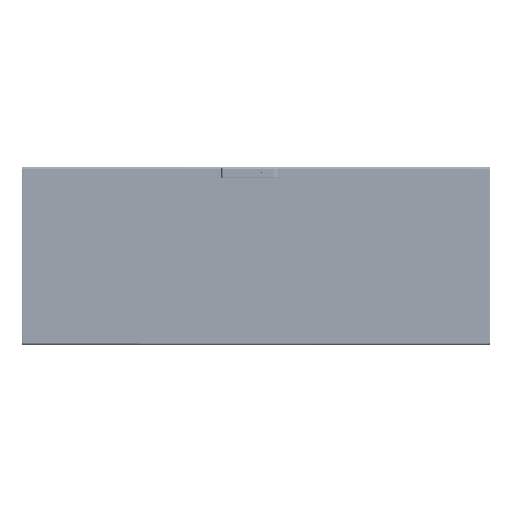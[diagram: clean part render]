
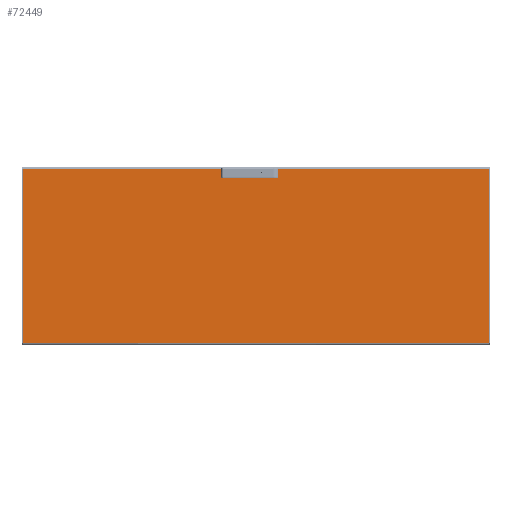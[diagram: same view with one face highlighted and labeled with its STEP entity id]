
A CAD part, top view. The second image highlights one B-rep face of the part: STEP entity #72449.
In plain terms, the highlighted planar face has unit normal (0, 0, 1).
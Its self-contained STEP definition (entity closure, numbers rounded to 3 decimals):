
#404 = CARTESIAN_POINT ( 'NONE',  ( 54.3, 280., 2. ) ) ;
#750 = CARTESIAN_POINT ( 'NONE',  ( 58.8, 275.5, 2. ) ) ;
#774 = CARTESIAN_POINT ( 'NONE',  ( 29.5, 287.5, 2. ) ) ;
#837 = CARTESIAN_POINT ( 'NONE',  ( -775.49, 287.5, 2. ) ) ;
#945 = CARTESIAN_POINT ( 'NONE',  ( -54.3, 280., 2. ) ) ;
#1009 = CARTESIAN_POINT ( 'NONE',  ( 14.338, 271., 2. ) ) ;
#1316 = CARTESIAN_POINT ( 'NONE',  ( -37.662, 271., 2. ) ) ;
#2398 = CARTESIAN_POINT ( 'NONE',  ( -37.662, 280., 2. ) ) ;
#2413 = CARTESIAN_POINT ( 'NONE',  ( 775.49, -287.5, 2. ) ) ;
#2421 = CARTESIAN_POINT ( 'NONE',  ( -775.49, -287.5, 2. ) ) ;
#2517 = CARTESIAN_POINT ( 'NONE',  ( 54.3, 271., 2. ) ) ;
#2536 = CARTESIAN_POINT ( 'NONE',  ( 37.662, 280., 2. ) ) ;
#2559 = CARTESIAN_POINT ( 'NONE',  ( -29.5, 287.5, 2. ) ) ;
#2632 = CARTESIAN_POINT ( 'NONE',  ( -14.338, 271., 2. ) ) ;
#2778 = CARTESIAN_POINT ( 'NONE',  ( -54.3, 271., 2. ) ) ;
#2883 = CARTESIAN_POINT ( 'NONE',  ( 37.662, 271., 2. ) ) ;
#6490 = DIRECTION ( 'NONE',  ( 1., 0., 0. ) ) ;
#6514 = CARTESIAN_POINT ( 'NONE',  ( -775.49, -287.5, 2. ) ) ;
#7252 = DIRECTION ( 'NONE',  ( 1., 0., 0. ) ) ;
#7276 = DIRECTION ( 'NONE',  ( 0., 0., 1. ) ) ;
#7342 = CARTESIAN_POINT ( 'NONE',  ( -26., 275.5, 2. ) ) ;
#7530 = DIRECTION ( 'NONE',  ( -1., 0., 0. ) ) ;
#7568 = DIRECTION ( 'NONE',  ( -1., 0., 0. ) ) ;
#7586 = DIRECTION ( 'NONE',  ( 0., 0., 1. ) ) ;
#7614 = CARTESIAN_POINT ( 'NONE',  ( 26., 275.5, 2. ) ) ;
#7629 = CARTESIAN_POINT ( 'NONE',  ( 37.662, 280., 2. ) ) ;
#7675 = DIRECTION ( 'NONE',  ( -1., 0., 0. ) ) ;
#7693 = DIRECTION ( 'NONE',  ( 0., 0., 1. ) ) ;
#7701 = DIRECTION ( 'NONE',  ( -1., 0., 0. ) ) ;
#7702 = DIRECTION ( 'NONE',  ( 0., 0., 1. ) ) ;
#7706 = CARTESIAN_POINT ( 'NONE',  ( 54.3, 275.5, 2. ) ) ;
#7727 = CARTESIAN_POINT ( 'NONE',  ( 26., 275.5, 2. ) ) ;
#8094 = DIRECTION ( 'NONE',  ( -1., 0., 0. ) ) ;
#8095 = DIRECTION ( 'NONE',  ( 0., 0., 1. ) ) ;
#8107 = CARTESIAN_POINT ( 'NONE',  ( 54.3, 275.5, 2. ) ) ;
#8276 = DIRECTION ( 'NONE',  ( 1., 0., 0. ) ) ;
#8296 = DIRECTION ( 'NONE',  ( -1., 0., 0. ) ) ;
#8298 = CARTESIAN_POINT ( 'NONE',  ( 775.49, 287.5, 2. ) ) ;
#8303 = DIRECTION ( 'NONE',  ( -1., 0., 0. ) ) ;
#8306 = CARTESIAN_POINT ( 'NONE',  ( -37.662, 271., 2. ) ) ;
#8324 = CARTESIAN_POINT ( 'NONE',  ( 775.49, 287.5, 2. ) ) ;
#8336 = DIRECTION ( 'NONE',  ( 0., 1., 0. ) ) ;
#8345 = DIRECTION ( 'NONE',  ( 0., -1., 0. ) ) ;
#8350 = CARTESIAN_POINT ( 'NONE',  ( 775.49, -295., 2. ) ) ;
#8364 = DIRECTION ( 'NONE',  ( 1., 0., 0. ) ) ;
#8367 = DIRECTION ( 'NONE',  ( 0., 0., 1. ) ) ;
#8373 = CARTESIAN_POINT ( 'NONE',  ( -54.3, 275.5, 2. ) ) ;
#8380 = CARTESIAN_POINT ( 'NONE',  ( -775.49, 295., 2. ) ) ;
#8382 = DIRECTION ( 'NONE',  ( -1., 0., 0. ) ) ;
#8390 = DIRECTION ( 'NONE',  ( 1., 0., 0. ) ) ;
#8396 = CARTESIAN_POINT ( 'NONE',  ( -37.662, 280., 2. ) ) ;
#8398 = DIRECTION ( 'NONE',  ( 1., 0., 0. ) ) ;
#8400 = DIRECTION ( 'NONE',  ( 0., 0., 1. ) ) ;
#8408 = CARTESIAN_POINT ( 'NONE',  ( -26., 275.5, 2. ) ) ;
#8414 = CARTESIAN_POINT ( 'NONE',  ( 37.662, 271., 2. ) ) ;
#8419 = DIRECTION ( 'NONE',  ( 1., 0., 0. ) ) ;
#8451 = CARTESIAN_POINT ( 'NONE',  ( -14.338, 271., 2. ) ) ;
#19216 = EDGE_CURVE ( 'NONE', #33867, #34858, #40505, .T. ) ;
#19227 = EDGE_CURVE ( 'NONE', #34688, #33867, #40488, .T. ) ;
#19231 = EDGE_CURVE ( 'NONE', #33741, #33925, #40490, .T. ) ;
#19234 = EDGE_CURVE ( 'NONE', #33986, #34885, #40495, .T. ) ;
#19240 = EDGE_CURVE ( 'NONE', #34885, #33792, #40481, .T. ) ;
#19250 = EDGE_CURVE ( 'NONE', #34934, #33977, #40479, .T. ) ;
#19255 = EDGE_CURVE ( 'NONE', #33980, #34775, #40486, .T. ) ;
#19276 = EDGE_CURVE ( 'NONE', #34775, #34967, #40474, .T. ) ;
#19279 = EDGE_CURVE ( 'NONE', #33904, #34934, #40464, .T. ) ;
#19293 = EDGE_CURVE ( 'NONE', #33792, #34688, #40472, .T. ) ;
#19600 = EDGE_CURVE ( 'NONE', #33917, #34967, #40289, .T. ) ;
#19610 = EDGE_CURVE ( 'NONE', #34858, #33741, #40285, .T. ) ;
#19616 = EDGE_CURVE ( 'NONE', #34789, #33917, #40286, .T. ) ;
#19884 = EDGE_CURVE ( 'NONE', #33904, #33986, #40269, .T. ) ;
#20085 = EDGE_CURVE ( 'NONE', #33977, #33980, #40250, .T. ) ;
#20541 = EDGE_CURVE ( 'NONE', #34976, #34789, #40207, .T. ) ;
#20895 = EDGE_CURVE ( 'NONE', #33925, #34976, #39987, .T. ) ;
#23817 = FACE_OUTER_BOUND ( 'NONE', #76888, .T. ) ;
#33741 = VERTEX_POINT ( 'NONE', #2883 ) ;
#33792 = VERTEX_POINT ( 'NONE', #2778 ) ;
#33867 = VERTEX_POINT ( 'NONE', #2632 ) ;
#33904 = VERTEX_POINT ( 'NONE', #2559 ) ;
#33917 = VERTEX_POINT ( 'NONE', #2536 ) ;
#33925 = VERTEX_POINT ( 'NONE', #2517 ) ;
#33977 = VERTEX_POINT ( 'NONE', #2421 ) ;
#33980 = VERTEX_POINT ( 'NONE', #2413 ) ;
#33986 = VERTEX_POINT ( 'NONE', #2398 ) ;
#34688 = VERTEX_POINT ( 'NONE', #1316 ) ;
#34775 = VERTEX_POINT ( 'NONE', #86223 ) ;
#34789 = VERTEX_POINT ( 'NONE', #404 ) ;
#34858 = VERTEX_POINT ( 'NONE', #1009 ) ;
#34885 = VERTEX_POINT ( 'NONE', #945 ) ;
#34934 = VERTEX_POINT ( 'NONE', #837 ) ;
#34967 = VERTEX_POINT ( 'NONE', #774 ) ;
#34976 = VERTEX_POINT ( 'NONE', #750 ) ;
#39987 = CIRCLE ( 'NONE', #65954, 4.5 ) ;
#40207 = CIRCLE ( 'NONE', #65656, 4.5 ) ;
#40249 = VECTOR ( 'NONE', #6490, 1000. ) ;
#40250 = LINE ( 'NONE', #6514, #40249 ) ;
#40269 = CIRCLE ( 'NONE', #65528, 12.5 ) ;
#40285 = CIRCLE ( 'NONE', #65934, 12.5 ) ;
#40286 = LINE ( 'NONE', #7629, #40302 ) ;
#40289 = CIRCLE ( 'NONE', #65819, 12.5 ) ;
#40302 = VECTOR ( 'NONE', #7530, 1000. ) ;
#40458 = VECTOR ( 'NONE', #8276, 1000. ) ;
#40462 = VECTOR ( 'NONE', #8296, 1000. ) ;
#40464 = LINE ( 'NONE', #8298, #40462 ) ;
#40466 = VECTOR ( 'NONE', #8303, 1000. ) ;
#40472 = LINE ( 'NONE', #8306, #40458 ) ;
#40474 = LINE ( 'NONE', #8324, #40466 ) ;
#40475 = VECTOR ( 'NONE', #8336, 1000. ) ;
#40479 = LINE ( 'NONE', #8380, #40483 ) ;
#40481 = CIRCLE ( 'NONE', #66300, 4.5 ) ;
#40483 = VECTOR ( 'NONE', #8345, 1000. ) ;
#40486 = LINE ( 'NONE', #8350, #40475 ) ;
#40487 = VECTOR ( 'NONE', #8382, 1000. ) ;
#40488 = CIRCLE ( 'NONE', #66299, 12.5 ) ;
#40490 = LINE ( 'NONE', #8414, #40497 ) ;
#40495 = LINE ( 'NONE', #8396, #40487 ) ;
#40497 = VECTOR ( 'NONE', #8390, 1000. ) ;
#40501 = VECTOR ( 'NONE', #8419, 1000. ) ;
#40505 = LINE ( 'NONE', #8451, #40501 ) ;
#40635 = PLANE ( 'NONE',  #82023 ) ;
#41294 = DIRECTION ( 'NONE',  ( 1., 0., 0. ) ) ;
#41585 = DIRECTION ( 'NONE',  ( 0., 0., 1. ) ) ;
#41599 = CARTESIAN_POINT ( 'NONE',  ( -775.5, -295., 2. ) ) ;
#53627 = ORIENTED_EDGE ( 'NONE', *, *, #19610, .F. ) ;
#53630 = ORIENTED_EDGE ( 'NONE', *, *, #19234, .F. ) ;
#53644 = ORIENTED_EDGE ( 'NONE', *, *, #19600, .F. ) ;
#53653 = ORIENTED_EDGE ( 'NONE', *, *, #19293, .F. ) ;
#53668 = ORIENTED_EDGE ( 'NONE', *, *, #19227, .F. ) ;
#53674 = ORIENTED_EDGE ( 'NONE', *, *, #20895, .F. ) ;
#53676 = ORIENTED_EDGE ( 'NONE', *, *, #19240, .F. ) ;
#53682 = ORIENTED_EDGE ( 'NONE', *, *, #20085, .T. ) ;
#53689 = ORIENTED_EDGE ( 'NONE', *, *, #19884, .F. ) ;
#53694 = ORIENTED_EDGE ( 'NONE', *, *, #19276, .T. ) ;
#53918 = ORIENTED_EDGE ( 'NONE', *, *, #19250, .T. ) ;
#53928 = ORIENTED_EDGE ( 'NONE', *, *, #19279, .T. ) ;
#53930 = ORIENTED_EDGE ( 'NONE', *, *, #19255, .T. ) ;
#53933 = ORIENTED_EDGE ( 'NONE', *, *, #19616, .F. ) ;
#53935 = ORIENTED_EDGE ( 'NONE', *, *, #20541, .F. ) ;
#53941 = ORIENTED_EDGE ( 'NONE', *, *, #19216, .F. ) ;
#53954 = ORIENTED_EDGE ( 'NONE', *, *, #19231, .F. ) ;
#65528 = AXIS2_PLACEMENT_3D ( 'NONE', #7342, #7276, #7252 ) ;
#65656 = AXIS2_PLACEMENT_3D ( 'NONE', #8107, #8095, #8094 ) ;
#65819 = AXIS2_PLACEMENT_3D ( 'NONE', #7727, #7693, #7675 ) ;
#65934 = AXIS2_PLACEMENT_3D ( 'NONE', #7614, #7586, #7568 ) ;
#65954 = AXIS2_PLACEMENT_3D ( 'NONE', #7706, #7702, #7701 ) ;
#66299 = AXIS2_PLACEMENT_3D ( 'NONE', #8408, #8400, #8398 ) ;
#66300 = AXIS2_PLACEMENT_3D ( 'NONE', #8373, #8367, #8364 ) ;
#72449 = ADVANCED_FACE ( 'NONE', ( #23817 ), #40635, .T. ) ;
#76888 = EDGE_LOOP ( 'NONE', ( #53689, #53928, #53918, #53682, #53930, #53694, #53644, #53933, #53935, #53674, #53954, #53627, #53941, #53668, #53653, #53676, #53630 ) ) ;
#82023 = AXIS2_PLACEMENT_3D ( 'NONE', #41599, #41585, #41294 ) ;
#86223 = CARTESIAN_POINT ( 'NONE',  ( 775.49, 287.5, 2. ) ) ;
